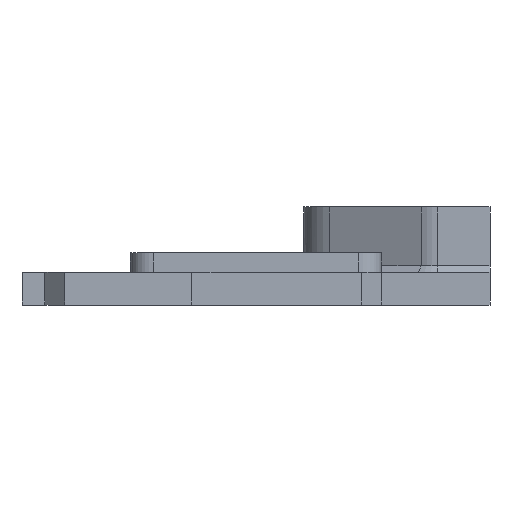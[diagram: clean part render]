
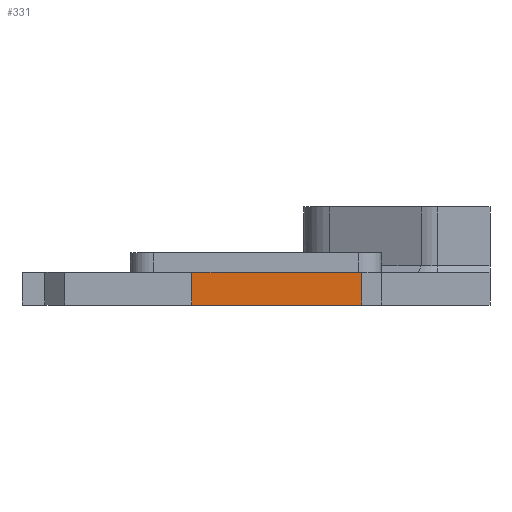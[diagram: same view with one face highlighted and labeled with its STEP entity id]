
A CAD part, front view. The second image highlights one B-rep face of the part: STEP entity #331.
In plain terms, the highlighted face is planar.
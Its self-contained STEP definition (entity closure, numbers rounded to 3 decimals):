
#27 = EDGE_LOOP ( 'NONE', ( #1667, #827, #2898, #816 ) ) ;
#49 = DIRECTION ( 'NONE',  ( 0., 0., -1. ) ) ;
#69 = DIRECTION ( 'NONE',  ( 1., 0., 0. ) ) ;
#109 = CARTESIAN_POINT ( 'NONE',  ( 5., 32.5, 122.629 ) ) ;
#127 = LINE ( 'NONE', #730, #2574 ) ;
#280 = VERTEX_POINT ( 'NONE', #2763 ) ;
#310 = EDGE_CURVE ( 'NONE', #890, #280, #2210, .T. ) ;
#331 = ADVANCED_FACE ( 'NONE', ( #2312 ), #1867, .F. ) ;
#412 = LINE ( 'NONE', #2809, #1548 ) ;
#443 = VERTEX_POINT ( 'NONE', #541 ) ;
#449 = EDGE_CURVE ( 'NONE', #463, #890, #412, .T. ) ;
#463 = VERTEX_POINT ( 'NONE', #109 ) ;
#541 = CARTESIAN_POINT ( 'NONE',  ( 5., 27.5, 122.629 ) ) ;
#670 = LINE ( 'NONE', #1322, #2912 ) ;
#730 = CARTESIAN_POINT ( 'NONE',  ( 0., 27.5, 122.629 ) ) ;
#816 = ORIENTED_EDGE ( 'NONE', *, *, #310, .T. ) ;
#827 = ORIENTED_EDGE ( 'NONE', *, *, #2528, .F. ) ;
#890 = VERTEX_POINT ( 'NONE', #2230 ) ;
#930 = DIRECTION ( 'NONE',  ( -1., 0., 0. ) ) ;
#1013 = AXIS2_PLACEMENT_3D ( 'NONE', #1430, #49, #69 ) ;
#1098 = DIRECTION ( 'NONE',  ( 0., -1., 0. ) ) ;
#1188 = DIRECTION ( 'NONE',  ( 0., -1., 0. ) ) ;
#1221 = EDGE_CURVE ( 'NONE', #443, #280, #127, .T. ) ;
#1259 = DIRECTION ( 'NONE',  ( -1., 0., 0. ) ) ;
#1322 = CARTESIAN_POINT ( 'NONE',  ( 5., 32.5, 122.629 ) ) ;
#1430 = CARTESIAN_POINT ( 'NONE',  ( 5., 32.5, 122.629 ) ) ;
#1548 = VECTOR ( 'NONE', #1259, 1000. ) ;
#1641 = CARTESIAN_POINT ( 'NONE',  ( -20.959, 32.5, 122.629 ) ) ;
#1667 = ORIENTED_EDGE ( 'NONE', *, *, #1221, .F. ) ;
#1867 = PLANE ( 'NONE',  #1013 ) ;
#1884 = VECTOR ( 'NONE', #1188, 1000. ) ;
#2210 = LINE ( 'NONE', #1641, #1884 ) ;
#2230 = CARTESIAN_POINT ( 'NONE',  ( -20.959, 32.5, 122.629 ) ) ;
#2312 = FACE_OUTER_BOUND ( 'NONE', #27, .T. ) ;
#2528 = EDGE_CURVE ( 'NONE', #463, #443, #670, .T. ) ;
#2574 = VECTOR ( 'NONE', #930, 1000. ) ;
#2763 = CARTESIAN_POINT ( 'NONE',  ( -20.959, 27.5, 122.629 ) ) ;
#2809 = CARTESIAN_POINT ( 'NONE',  ( 5., 32.5, 122.629 ) ) ;
#2898 = ORIENTED_EDGE ( 'NONE', *, *, #449, .T. ) ;
#2912 = VECTOR ( 'NONE', #1098, 1000. ) ;
